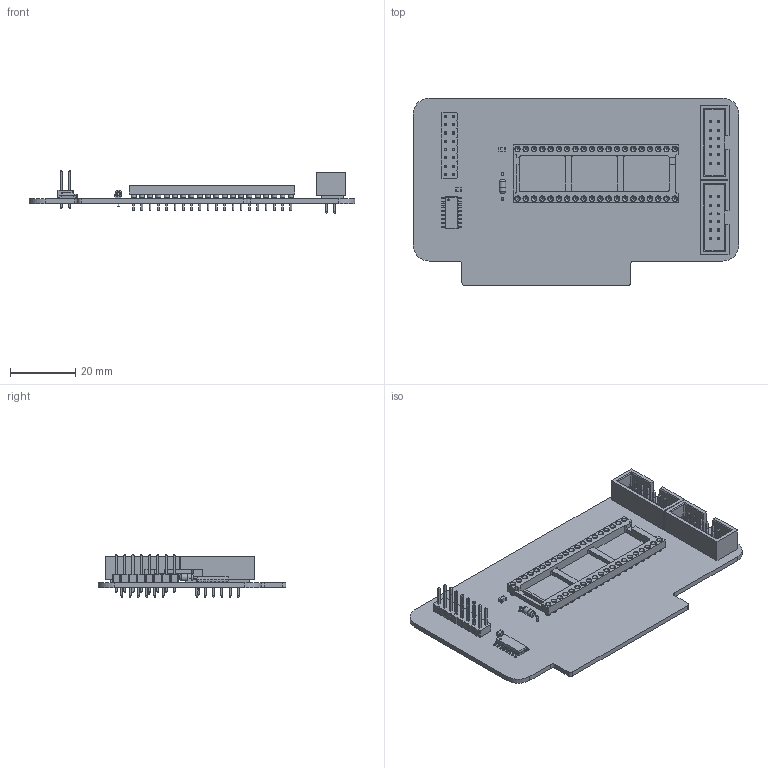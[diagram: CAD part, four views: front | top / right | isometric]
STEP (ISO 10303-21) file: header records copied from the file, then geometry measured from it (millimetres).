
FILE_DESCRIPTION(('KiCad electronic assembly'),'2;1');
FILE_NAME('GPIO Card.step','2025-09-09T15:46:11',('Pcbnew'),('Kicad'), 'Open CASCADE STEP processor 7.8','KiCad to STEP converter','Unknown' );
FILE_SCHEMA(('AUTOMOTIVE_DESIGN { 1 0 10303 214 1 1 1 1 }'));
Length unit declared in the file: millimetre
Products named in the file (10): GPIO Card 1; D_DO-35_SOD27_P7.62mm_Horizontal; 0702461201; SOLID; COMPOUND; SOIC-16_3.9x9.9mm_P1.27mm; DIP-40_W15.24mm_Socket; PinHeader_2x08_P2.54mm_Vertical; C_0805_2012Metric; GPIO Card_PCB
Assembly tree (11 placements, depth 3):
  GPIO Card 1
    D_DO-35_SOD27_P7.62mm_Horizontal
    0702461201  x2
      SOLID
      COMPOUND
    SOIC-16_3.9x9.9mm_P1.27mm
    DIP-40_W15.24mm_Socket
    PinHeader_2x08_P2.54mm_Vertical
    C_0805_2012Metric  x2
    GPIO Card_PCB
Bounding box: 100 x 57.62 x 13.18 mm (x, y, z)
Volume: 11278.6 mm3; surface area: 17769.2 mm2
Topology: 10 solids, 10 shells, 1918 faces, 4401 edges, 2817 vertices
Faces by surface type: plane 1408, cylinder 370, cone 120, bspline 16, torus 4
Full cylindrical faces by diameter (mm): 0.5 x3, 0.508 x80, 0.8 x42, 1 x40, 1.524 x40, 1.724 x40, 2 x2, 2.02 x1
Entity records: 52867 total; most frequent: DIRECTION 7587, CARTESIAN_POINT 7545, ORIENTED_EDGE 7084, EDGE_CURVE 3542, LINE 2641, VECTOR 2641, AXIS2_PLACEMENT_3D 2473, VERTEX_POINT 2223
